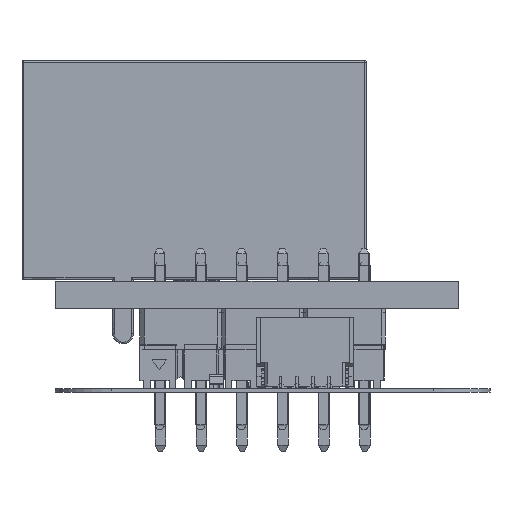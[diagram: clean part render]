
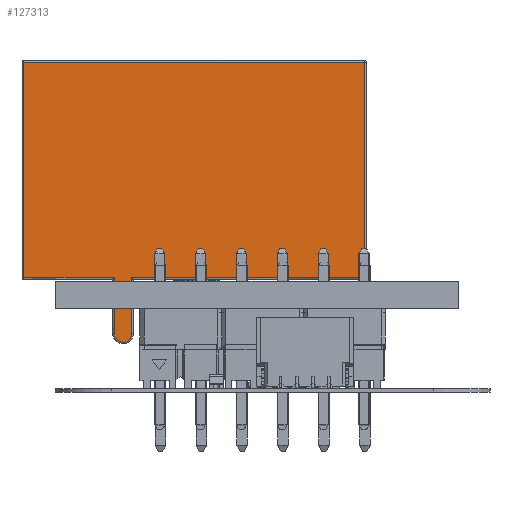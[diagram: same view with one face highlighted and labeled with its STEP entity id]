
A CAD part, left-side view. The second image highlights one B-rep face of the part: STEP entity #127313.
In plain terms, the highlighted planar face has unit normal (-1, 0, 0).
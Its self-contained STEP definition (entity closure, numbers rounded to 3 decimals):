
#125640 = VERTEX_POINT('',#125641);
#125641 = CARTESIAN_POINT('',(3.45,5.8,1.9));
#125711 = VERTEX_POINT('',#125712);
#125712 = CARTESIAN_POINT('',(3.45,5.8,15.3));
#125783 = EDGE_CURVE('',#125640,#125711,#125784,.T.);
#125784 = B_SPLINE_CURVE_WITH_KNOTS('',1,(#125785,#125786),
  .UNSPECIFIED.,.F.,.F.,(2,2),(0.,13.4),.PIECEWISE_BEZIER_KNOTS.);
#125785 = CARTESIAN_POINT('',(3.45,5.8,1.9));
#125786 = CARTESIAN_POINT('',(3.45,5.8,15.3));
#125940 = VERTEX_POINT('',#125941);
#125941 = CARTESIAN_POINT('',(3.45,27.,15.3));
#126152 = VERTEX_POINT('',#126153);
#126153 = CARTESIAN_POINT('',(3.45,27.,1.9));
#126215 = VERTEX_POINT('',#126216);
#126216 = CARTESIAN_POINT('',(3.45,21.355,1.9));
#126224 = EDGE_CURVE('',#126152,#126215,#126225,.T.);
#126225 = B_SPLINE_CURVE_WITH_KNOTS('',1,(#126226,#126227),
  .UNSPECIFIED.,.F.,.F.,(2,2),(0.,5.645),.PIECEWISE_BEZIER_KNOTS.);
#126226 = CARTESIAN_POINT('',(3.45,27.,1.9));
#126227 = CARTESIAN_POINT('',(3.45,21.355,1.9));
#126566 = EDGE_CURVE('',#125940,#126152,#126567,.T.);
#126567 = B_SPLINE_CURVE_WITH_KNOTS('',1,(#126568,#126569),
  .UNSPECIFIED.,.F.,.F.,(2,2),(0.,13.4),.PIECEWISE_BEZIER_KNOTS.);
#126568 = CARTESIAN_POINT('',(3.45,27.,15.3));
#126569 = CARTESIAN_POINT('',(3.45,27.,1.9));
#126863 = EDGE_CURVE('',#125940,#125711,#126864,.T.);
#126864 = B_SPLINE_CURVE_WITH_KNOTS('',1,(#126865,#126866),
  .UNSPECIFIED.,.F.,.F.,(2,2),(0.,21.2),.PIECEWISE_BEZIER_KNOTS.);
#126865 = CARTESIAN_POINT('',(3.45,27.,15.3));
#126866 = CARTESIAN_POINT('',(3.45,5.8,15.3));
#126906 = VERTEX_POINT('',#126907);
#126907 = CARTESIAN_POINT('',(3.45,21.355,-1.565));
#126913 = EDGE_CURVE('',#126215,#126906,#126914,.T.);
#126914 = B_SPLINE_CURVE_WITH_KNOTS('',1,(#126915,#126916),
  .UNSPECIFIED.,.F.,.F.,(2,2),(0.,3.465),.PIECEWISE_BEZIER_KNOTS.);
#126915 = CARTESIAN_POINT('',(3.45,21.355,1.9));
#126916 = CARTESIAN_POINT('',(3.45,21.355,-1.565));
#126950 = VERTEX_POINT('',#126951);
#126951 = CARTESIAN_POINT('',(3.45,20.82,-2.1));
#126957 = EDGE_CURVE('',#126906,#126950,#126958,.T.);
#126958 = ( BOUNDED_CURVE() B_SPLINE_CURVE(2,(#126959,#126960,#126961),
.UNSPECIFIED.,.F.,.F.) B_SPLINE_CURVE_WITH_KNOTS((3,3),(0.,
0.84),.PIECEWISE_BEZIER_KNOTS.) CURVE() 
GEOMETRIC_REPRESENTATION_ITEM() RATIONAL_B_SPLINE_CURVE((1.,
0.707,1.)) REPRESENTATION_ITEM('') );
#126959 = CARTESIAN_POINT('',(3.45,21.355,-1.565));
#126960 = CARTESIAN_POINT('',(3.45,21.355,-2.1));
#126961 = CARTESIAN_POINT('',(3.45,20.82,-2.1));
#127048 = EDGE_CURVE('',#126950,#127049,#127051,.T.);
#127049 = VERTEX_POINT('',#127050);
#127050 = CARTESIAN_POINT('',(3.45,20.285,-1.565));
#127051 = ( BOUNDED_CURVE() B_SPLINE_CURVE(2,(#127052,#127053,#127054),
.UNSPECIFIED.,.F.,.F.) B_SPLINE_CURVE_WITH_KNOTS((3,3),(0.84,
1.681),.PIECEWISE_BEZIER_KNOTS.) CURVE() 
GEOMETRIC_REPRESENTATION_ITEM() RATIONAL_B_SPLINE_CURVE((1.,
0.707,1.)) REPRESENTATION_ITEM('') );
#127052 = CARTESIAN_POINT('',(3.45,20.82,-2.1));
#127053 = CARTESIAN_POINT('',(3.45,20.285,-2.1));
#127054 = CARTESIAN_POINT('',(3.45,20.285,-1.565));
#127157 = VERTEX_POINT('',#127158);
#127158 = CARTESIAN_POINT('',(3.45,20.285,1.9));
#127166 = EDGE_CURVE('',#127049,#127157,#127167,.T.);
#127167 = B_SPLINE_CURVE_WITH_KNOTS('',1,(#127168,#127169),
  .UNSPECIFIED.,.F.,.F.,(2,2),(0.,3.465),.PIECEWISE_BEZIER_KNOTS.);
#127168 = CARTESIAN_POINT('',(3.45,20.285,-1.565));
#127169 = CARTESIAN_POINT('',(3.45,20.285,1.9));
#127240 = EDGE_CURVE('',#127157,#125640,#127241,.T.);
#127241 = B_SPLINE_CURVE_WITH_KNOTS('',1,(#127242,#127243),
  .UNSPECIFIED.,.F.,.F.,(2,2),(0.,14.485),.PIECEWISE_BEZIER_KNOTS.);
#127242 = CARTESIAN_POINT('',(3.45,20.285,1.9));
#127243 = CARTESIAN_POINT('',(3.45,5.8,1.9));
#127313 = ADVANCED_FACE('',(#127314),#127325,.T.);
#127314 = FACE_BOUND('',#127315,.T.);
#127315 = EDGE_LOOP('',(#127316,#127317,#127318,#127319,#127320,#127321,
    #127322,#127323,#127324));
#127316 = ORIENTED_EDGE('',*,*,#126913,.T.);
#127317 = ORIENTED_EDGE('',*,*,#126957,.T.);
#127318 = ORIENTED_EDGE('',*,*,#127048,.T.);
#127319 = ORIENTED_EDGE('',*,*,#127166,.T.);
#127320 = ORIENTED_EDGE('',*,*,#127240,.T.);
#127321 = ORIENTED_EDGE('',*,*,#125783,.T.);
#127322 = ORIENTED_EDGE('',*,*,#126863,.F.);
#127323 = ORIENTED_EDGE('',*,*,#126566,.T.);
#127324 = ORIENTED_EDGE('',*,*,#126224,.T.);
#127325 = PLANE('',#127326);
#127326 = AXIS2_PLACEMENT_3D('',#127327,#127328,#127329);
#127327 = CARTESIAN_POINT('',(3.45,3.56,-3.96));
#127328 = DIRECTION('',(-1.,0.,0.));
#127329 = DIRECTION('',(0.,0.,-1.));
